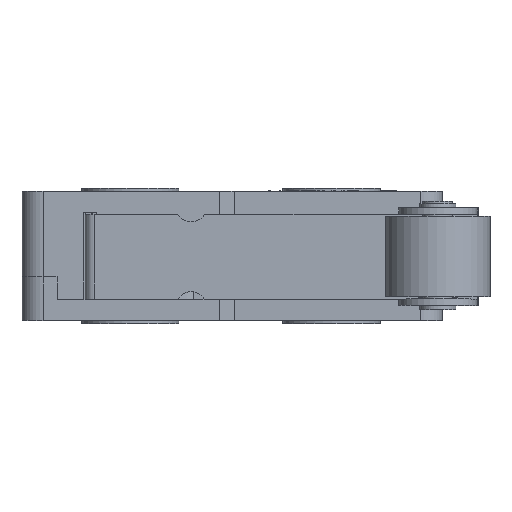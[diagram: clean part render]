
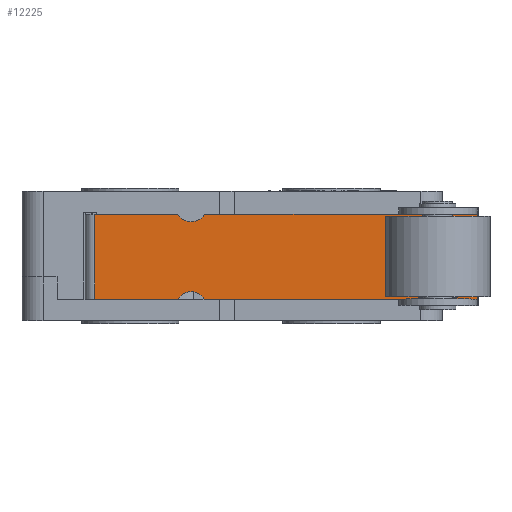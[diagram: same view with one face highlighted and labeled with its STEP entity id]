
A CAD part, top view. The second image highlights one B-rep face of the part: STEP entity #12225.
In plain terms, the highlighted planar face has unit normal (-0.013, 0, 1).
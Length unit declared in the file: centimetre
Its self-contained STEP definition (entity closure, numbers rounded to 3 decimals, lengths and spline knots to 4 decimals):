
#688=CIRCLE('',#12807,0.075);
#691=CIRCLE('',#12811,0.075);
#1109=FACE_OUTER_BOUND('',#1820,.T.);
#1820=EDGE_LOOP('',(#9716,#9717,#9718,#9719,#9720,#9721,#9722,#9723,#9724,
#9725));
#2831=LINE('',#18780,#4178);
#2875=LINE('',#18887,#4222);
#2892=LINE('',#18953,#4239);
#2901=LINE('',#18977,#4248);
#2907=LINE('',#18987,#4254);
#2908=LINE('',#18989,#4255);
#2909=LINE('',#18990,#4256);
#2910=LINE('',#18991,#4257);
#4178=VECTOR('',#14228,1.);
#4222=VECTOR('',#14320,1.);
#4239=VECTOR('',#14389,1.);
#4248=VECTOR('',#14412,1.);
#4254=VECTOR('',#14426,1.);
#4255=VECTOR('',#14429,1.);
#4256=VECTOR('',#14430,1.);
#4257=VECTOR('',#14431,1.);
#5481=VERTEX_POINT('',#18777);
#5482=VERTEX_POINT('',#18779);
#5514=VERTEX_POINT('',#18866);
#5517=VERTEX_POINT('',#18873);
#5519=VERTEX_POINT('',#18877);
#5521=VERTEX_POINT('',#18885);
#5543=VERTEX_POINT('',#18950);
#5544=VERTEX_POINT('',#18952);
#5551=VERTEX_POINT('',#18974);
#5552=VERTEX_POINT('',#18976);
#6949=EDGE_CURVE('',#5481,#5482,#2831,.T.);
#6994=EDGE_CURVE('',#5481,#5514,#688,.T.);
#6999=EDGE_CURVE('',#5517,#5519,#691,.T.);
#7004=EDGE_CURVE('',#5521,#5519,#2875,.T.);
#7034=EDGE_CURVE('',#5543,#5544,#2892,.T.);
#7046=EDGE_CURVE('',#5551,#5552,#2901,.T.);
#7052=EDGE_CURVE('',#5482,#5521,#2907,.T.);
#7053=EDGE_CURVE('',#5552,#5514,#2908,.T.);
#7054=EDGE_CURVE('',#5551,#5544,#2909,.T.);
#7055=EDGE_CURVE('',#5517,#5543,#2910,.T.);
#9716=ORIENTED_EDGE('',*,*,#6994,.T.);
#9717=ORIENTED_EDGE('',*,*,#7053,.F.);
#9718=ORIENTED_EDGE('',*,*,#7046,.F.);
#9719=ORIENTED_EDGE('',*,*,#7054,.T.);
#9720=ORIENTED_EDGE('',*,*,#7034,.F.);
#9721=ORIENTED_EDGE('',*,*,#7055,.F.);
#9722=ORIENTED_EDGE('',*,*,#6999,.T.);
#9723=ORIENTED_EDGE('',*,*,#7004,.F.);
#9724=ORIENTED_EDGE('',*,*,#7052,.F.);
#9725=ORIENTED_EDGE('',*,*,#6949,.F.);
#11656=PLANE('',#12852);
#12225=ADVANCED_FACE('',(#1109),#11656,.T.);
#12807=AXIS2_PLACEMENT_3D('',#18869,#14300,#14301);
#12811=AXIS2_PLACEMENT_3D('',#18879,#14310,#14311);
#12852=AXIS2_PLACEMENT_3D('',#18988,#14427,#14428);
#14228=DIRECTION('',(-1.,0.,-0.013));
#14300=DIRECTION('center_axis',(0.013,0.,
-1.));
#14301=DIRECTION('ref_axis',(1.,0.,0.013));
#14310=DIRECTION('center_axis',(0.013,0.,
-1.));
#14311=DIRECTION('ref_axis',(1.,0.,0.013));
#14320=DIRECTION('',(1.,0.,0.013));
#14389=DIRECTION('',(1.,0.,0.013));
#14412=DIRECTION('',(-1.,0.,-0.013));
#14426=DIRECTION('',(0.,1.,0.));
#14427=DIRECTION('center_axis',(-0.013,0.,
1.));
#14428=DIRECTION('ref_axis',(-1.,0.,-0.013));
#14429=DIRECTION('',(-1.,0.,-0.013));
#14430=DIRECTION('',(0.,1.,0.));
#14431=DIRECTION('',(1.,0.,0.013));
#18777=CARTESIAN_POINT('',(0.224,-0.51,0.8803));
#18779=CARTESIAN_POINT('',(-0.1676,-0.51,0.8752));
#18780=CARTESIAN_POINT('',(-0.2125,-0.51,0.8746));
#18866=CARTESIAN_POINT('',(0.3508,-0.51,0.882));
#18869=CARTESIAN_POINT('Origin',(0.2874,-0.55,0.8812));
#18873=CARTESIAN_POINT('',(0.3508,-0.11,0.882));
#18877=CARTESIAN_POINT('',(0.224,-0.11,0.8803));
#18879=CARTESIAN_POINT('Origin',(0.2874,-0.07,
0.8812));
#18885=CARTESIAN_POINT('',(-0.1676,-0.11,0.8752));
#18887=CARTESIAN_POINT('',(-0.2125,-0.11,0.8746));
#18950=CARTESIAN_POINT('',(1.2693,-0.11,0.8941));
#18952=CARTESIAN_POINT('',(1.6393,-0.11,0.899));
#18953=CARTESIAN_POINT('',(-0.2125,-0.11,0.8746));
#18974=CARTESIAN_POINT('',(1.6393,-0.51,0.899));
#18976=CARTESIAN_POINT('',(1.2693,-0.51,0.8941));
#18977=CARTESIAN_POINT('',(-0.2125,-0.51,0.8746));
#18987=CARTESIAN_POINT('',(-0.1676,-0.1763,0.8752));
#18988=CARTESIAN_POINT('Origin',(-0.1975,-0.31,
0.8748));
#18989=CARTESIAN_POINT('',(-0.2125,-0.51,0.8746));
#18990=CARTESIAN_POINT('',(1.6393,-0.51,0.899));
#18991=CARTESIAN_POINT('',(-0.2125,-0.11,0.8746));
